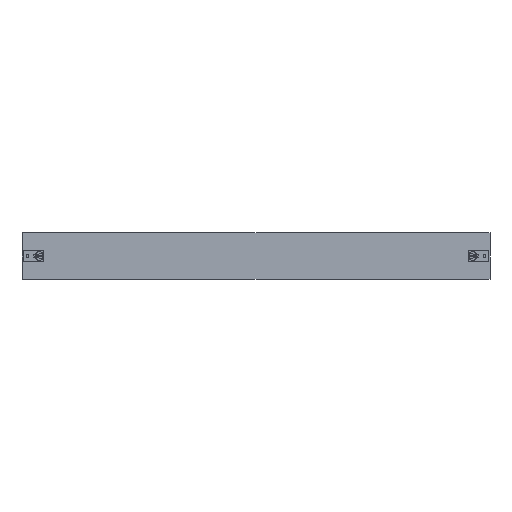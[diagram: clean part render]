
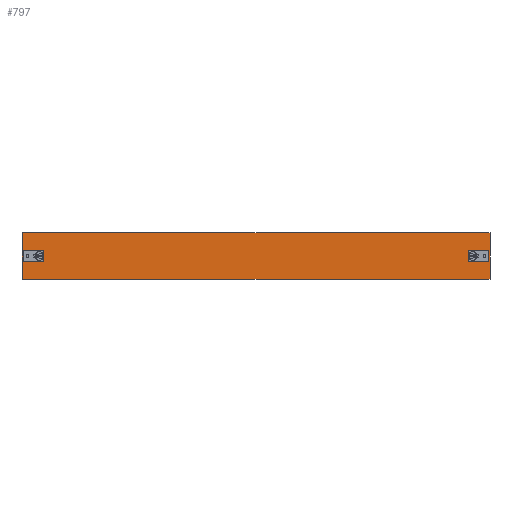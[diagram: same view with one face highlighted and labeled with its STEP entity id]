
A CAD part, top view. The second image highlights one B-rep face of the part: STEP entity #797.
In plain terms, the highlighted planar face has unit normal (0, 0, 1).
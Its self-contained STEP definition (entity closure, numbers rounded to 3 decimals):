
#201=CARTESIAN_POINT('',(741.,37.5,1.));
#202=DIRECTION('',(0.,0.,1.));
#203=DIRECTION('',(-1.,0.,0.));
#204=AXIS2_PLACEMENT_3D('',#201,#202,#203);
#209=CARTESIAN_POINT('',(741.,37.5,1.));
#210=DIRECTION('',(0.,0.,1.));
#211=DIRECTION('',(1.,0.,0.));
#212=AXIS2_PLACEMENT_3D('',#209,#210,#211);
#217=CARTESIAN_POINT('',(722.,37.5,1.));
#218=DIRECTION('',(0.,0.,1.));
#219=DIRECTION('',(0.896,0.445,0.));
#220=AXIS2_PLACEMENT_3D('',#217,#218,#219);
#225=CARTESIAN_POINT('',(9.,37.5,1.));
#226=DIRECTION('',(0.,0.,1.));
#227=DIRECTION('',(1.,0.,0.));
#228=AXIS2_PLACEMENT_3D('',#225,#226,#227);
#233=CARTESIAN_POINT('',(9.,37.5,1.));
#234=DIRECTION('',(0.,0.,1.));
#235=DIRECTION('',(-1.,0.,0.));
#236=AXIS2_PLACEMENT_3D('',#233,#234,#235);
#241=CARTESIAN_POINT('',(28.,37.5,1.));
#242=DIRECTION('',(0.,0.,1.));
#243=DIRECTION('',(-0.896,-0.445,0.));
#244=AXIS2_PLACEMENT_3D('',#241,#242,#243);
#249=DIRECTION('',(0.,1.,0.));
#250=VECTOR('',#249,75.);
#251=CARTESIAN_POINT('',(0.,0.,1.));
#252=LINE('',#251,#250);
#277=DIRECTION('',(-1.,0.,0.));
#278=VECTOR('',#277,5.239);
#279=CARTESIAN_POINT('',(731.65,35.31,1.));
#280=LINE('',#279,#278);
#291=DIRECTION('',(0.,-1.,0.));
#292=VECTOR('',#291,4.38);
#293=CARTESIAN_POINT('',(731.65,39.69,1.));
#294=LINE('',#293,#292);
#298=DIRECTION('',(1.,0.,0.));
#299=VECTOR('',#298,5.239);
#300=CARTESIAN_POINT('',(726.411,39.69,1.));
#301=LINE('',#300,#299);
#340=DIRECTION('',(1.,0.,0.));
#341=VECTOR('',#340,5.239);
#342=CARTESIAN_POINT('',(18.35,39.69,1.));
#343=LINE('',#342,#341);
#354=DIRECTION('',(0.,1.,0.));
#355=VECTOR('',#354,4.38);
#356=CARTESIAN_POINT('',(18.35,35.31,1.));
#357=LINE('',#356,#355);
#361=DIRECTION('',(-1.,0.,0.));
#362=VECTOR('',#361,5.239);
#363=CARTESIAN_POINT('',(23.589,35.31,1.));
#364=LINE('',#363,#362);
#375=DIRECTION('',(-1.,0.,0.));
#376=VECTOR('',#375,750.);
#377=CARTESIAN_POINT('',(750.,75.,1.));
#378=LINE('',#377,#376);
#452=DIRECTION('',(0.,1.,0.));
#453=VECTOR('',#452,75.);
#454=CARTESIAN_POINT('',(750.,0.,1.));
#455=LINE('',#454,#453);
#473=DIRECTION('',(1.,0.,0.));
#474=VECTOR('',#473,750.);
#475=CARTESIAN_POINT('',(0.,0.,1.));
#476=LINE('',#475,#474);
#588=CARTESIAN_POINT('',(0.,0.,1.));
#589=CARTESIAN_POINT('',(0.,75.,1.));
#590=VERTEX_POINT('',#588);
#591=VERTEX_POINT('',#589);
#592=CARTESIAN_POINT('',(13.25,37.5,1.));
#593=CARTESIAN_POINT('',(4.75,37.5,1.));
#594=VERTEX_POINT('',#592);
#595=VERTEX_POINT('',#593);
#596=CARTESIAN_POINT('',(18.35,39.69,1.));
#597=CARTESIAN_POINT('',(23.589,39.69,1.));
#598=VERTEX_POINT('',#596);
#599=VERTEX_POINT('',#597);
#600=CARTESIAN_POINT('',(18.35,35.31,1.));
#601=VERTEX_POINT('',#600);
#602=CARTESIAN_POINT('',(23.589,35.31,1.));
#603=VERTEX_POINT('',#602);
#636=CARTESIAN_POINT('',(745.25,37.5,1.));
#637=VERTEX_POINT('',#636);
#638=CARTESIAN_POINT('',(736.75,37.5,1.));
#639=VERTEX_POINT('',#638);
#640=CARTESIAN_POINT('',(731.65,35.31,1.));
#641=CARTESIAN_POINT('',(726.411,35.31,1.));
#642=VERTEX_POINT('',#640);
#643=VERTEX_POINT('',#641);
#644=CARTESIAN_POINT('',(731.65,39.69,1.));
#645=VERTEX_POINT('',#644);
#646=CARTESIAN_POINT('',(726.411,39.69,1.));
#647=VERTEX_POINT('',#646);
#650=CARTESIAN_POINT('',(750.,75.,1.));
#651=VERTEX_POINT('',#650);
#658=CARTESIAN_POINT('',(750.,0.,1.));
#659=VERTEX_POINT('',#658);
#752=CARTESIAN_POINT('',(0.,0.,1.));
#753=DIRECTION('',(0.,0.,1.));
#754=DIRECTION('',(1.,0.,0.));
#755=AXIS2_PLACEMENT_3D('',#752,#753,#754);
#756=PLANE('',#755);
#758=ORIENTED_EDGE('',*,*,#757,.F.);
#760=ORIENTED_EDGE('',*,*,#759,.F.);
#762=ORIENTED_EDGE('',*,*,#761,.F.);
#764=ORIENTED_EDGE('',*,*,#763,.T.);
#765=EDGE_LOOP('',(#758,#760,#762,#764));
#766=FACE_OUTER_BOUND('',#765,.F.);
#768=ORIENTED_EDGE('',*,*,#767,.T.);
#770=ORIENTED_EDGE('',*,*,#769,.F.);
#772=ORIENTED_EDGE('',*,*,#771,.F.);
#774=ORIENTED_EDGE('',*,*,#773,.F.);
#775=EDGE_LOOP('',(#768,#770,#772,#774));
#776=FACE_BOUND('',#775,.F.);
#778=ORIENTED_EDGE('',*,*,#777,.T.);
#780=ORIENTED_EDGE('',*,*,#779,.T.);
#781=EDGE_LOOP('',(#778,#780));
#782=FACE_BOUND('',#781,.F.);
#784=ORIENTED_EDGE('',*,*,#783,.T.);
#786=ORIENTED_EDGE('',*,*,#785,.F.);
#788=ORIENTED_EDGE('',*,*,#787,.F.);
#790=ORIENTED_EDGE('',*,*,#789,.F.);
#791=EDGE_LOOP('',(#784,#786,#788,#790));
#792=FACE_BOUND('',#791,.F.);
#793=ORIENTED_EDGE('',*,*,#732,.T.);
#794=ORIENTED_EDGE('',*,*,#746,.T.);
#795=EDGE_LOOP('',(#793,#794));
#796=FACE_BOUND('',#795,.F.);
#205=CIRCLE('',#204,4.25);
#213=CIRCLE('',#212,4.25);
#221=CIRCLE('',#220,4.925);
#229=CIRCLE('',#228,4.25);
#237=CIRCLE('',#236,4.25);
#245=CIRCLE('',#244,4.925);
#732=EDGE_CURVE('',#639,#637,#205,.T.);
#746=EDGE_CURVE('',#637,#639,#213,.T.);
#757=EDGE_CURVE('',#651,#591,#378,.T.);
#759=EDGE_CURVE('',#659,#651,#455,.T.);
#761=EDGE_CURVE('',#590,#659,#476,.T.);
#763=EDGE_CURVE('',#590,#591,#252,.T.);
#767=EDGE_CURVE('',#647,#643,#221,.T.);
#769=EDGE_CURVE('',#642,#643,#280,.T.);
#771=EDGE_CURVE('',#645,#642,#294,.T.);
#773=EDGE_CURVE('',#647,#645,#301,.T.);
#777=EDGE_CURVE('',#594,#595,#229,.T.);
#779=EDGE_CURVE('',#595,#594,#237,.T.);
#783=EDGE_CURVE('',#603,#599,#245,.T.);
#785=EDGE_CURVE('',#598,#599,#343,.T.);
#787=EDGE_CURVE('',#601,#598,#357,.T.);
#789=EDGE_CURVE('',#603,#601,#364,.T.);
#797=ADVANCED_FACE('',(#766,#776,#782,#792,#796),#756,.T.);
